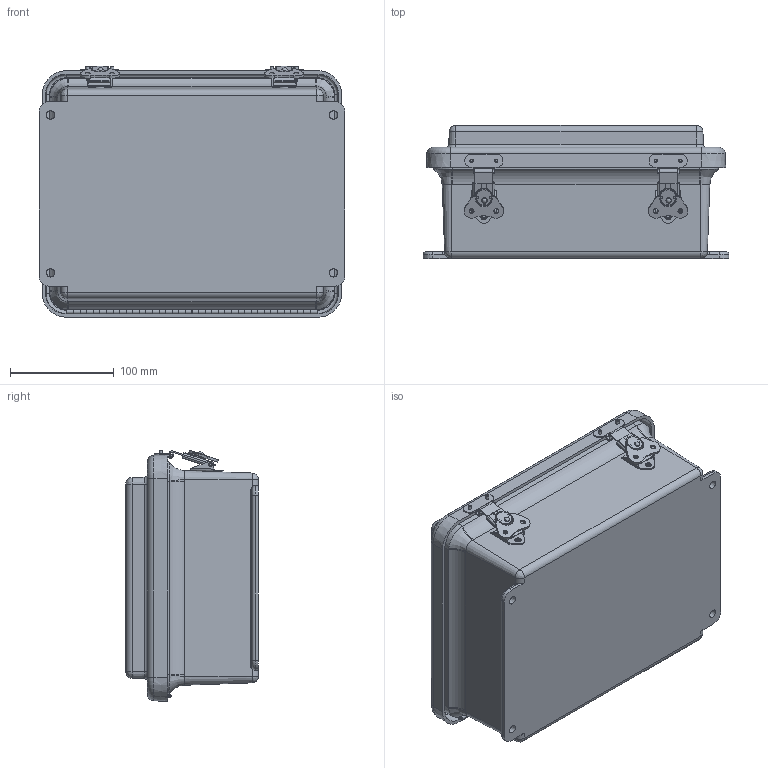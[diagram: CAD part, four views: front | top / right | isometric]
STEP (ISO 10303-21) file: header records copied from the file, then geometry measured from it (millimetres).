
FILE_DESCRIPTION(/* description */ (''),/* implementation_level */ '2;1');
FILE_NAME(/* name */ 'HW-J100805CHTLW.stp',/* time_stamp */ '2014-03-31T10:35:30-04:00',/* author */ ('dhill'),/* organization */ (''),/* preprocessor_version */ 'ST-DEVELOPER v15.2',/* originating_system */ 'Autodesk Inventor 2014',/* authorisation */ '');
FILE_SCHEMA (('AUTOMOTIVE_DESIGN { 1 0 10303 214 3 1 1 }'));
Length unit declared in the file: inch
Products named in the file (27): J1008HL_6; RMINS45821P_77; RMINS45821P_78; RMINS45821P_79; RMINS45821P_80; J1008BHL; JW1008HALCVR; GASKET_1008; WINDOW_1008RJ; RMHINGCOV9.5; RMHINGBOX9.5; RMHINGPIN9.5; RMHING9.5(RJ&A); RMRIV43; RMKEEPJLL150WT; SW3dPS-K3-2347-52_K3_Rivet; SW3dPS-K3-2347-52_K3-2347-07_K3_Slide_No.3_Link_Lock_clf; SW3dPS-K3-2347-52_k3_anchor_plate_clf; SW3dPS-K3-2347-52_k3_Link_Lock_Housing; SW3dPS-K3-2347-52_k3_upper_cam_clf1; SW3dPS-K3-2347-52_k3_wing_clf1; SW3dPS-K3-2347-52_K3_Rivet_Anchor_Plate; SW3dPS-K3-2347-52_k3_cam_lower_clf; SW3dPS-K3-2347-52_k3_cap_spring_clf; RMRIV44; RMLATJLL150; JW1008HAPL_STP
Bounding box: 295.27 x 128.23 x 243.09 mm (x, y, z)
Volume: 1153720 mm3; surface area: 589625.8 mm2
Topology: 47 solids, 47 shells, 1048 faces, 2569 edges, 1665 vertices
Faces by surface type: plane 462, cylinder 429, torus 62, cone 49, bspline 40, sphere 6
Full cylindrical faces by diameter (mm): 1.702 x2, 2.159 x39, 2.21 x2, 2.489 x4, 2.64 x8, 2.794 x2, 3.175 x18, 3.302 x4, 3.327 x8, 3.378 x4, 3.429 x2, 3.556 x18, 3.861 x5, 3.962 x7, 4.572 x2, 4.75 x4, 4.8 x2, 4.851 x4, 5.41 x2, 5.537 x4, 6.35 x10, 6.858 x4, 7.264 x2, 13.335 x2, 13.589 x2, 15.494 x2, 16.764 x2
Entity records: 24978 total; most frequent: CARTESIAN_POINT 5653, DIRECTION 4135, ORIENTED_EDGE 3590, EDGE_CURVE 1795, AXIS2_PLACEMENT_3D 1589, VERTEX_POINT 1226, EDGE_LOOP 1091, LINE 957
